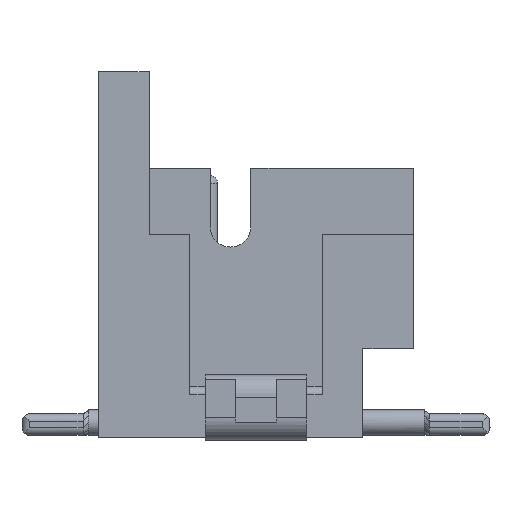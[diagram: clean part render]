
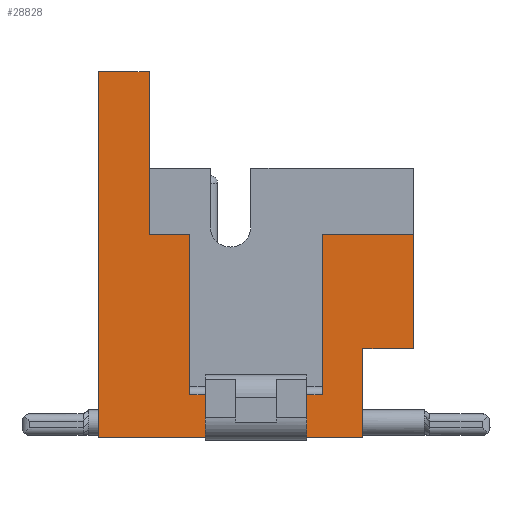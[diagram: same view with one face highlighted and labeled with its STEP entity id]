
A CAD part, left-side view. The second image highlights one B-rep face of the part: STEP entity #28828.
In plain terms, the highlighted planar face has unit normal (-1, 0, 0).
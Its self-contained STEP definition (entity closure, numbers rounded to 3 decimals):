
#67 = VECTOR ( 'NONE', #9974, 1000. ) ;
#781 = CARTESIAN_POINT ( 'NONE',  ( 24.359, -20.374, -5.3 ) ) ;
#957 = ORIENTED_EDGE ( 'NONE', *, *, #9717, .F. ) ;
#1151 = ORIENTED_EDGE ( 'NONE', *, *, #36043, .F. ) ;
#1486 = ORIENTED_EDGE ( 'NONE', *, *, #18715, .F. ) ;
#1671 = CARTESIAN_POINT ( 'NONE',  ( 24.359, -22.474, 0. ) ) ;
#1770 = VECTOR ( 'NONE', #32527, 1000. ) ;
#1795 = EDGE_CURVE ( 'NONE', #3298, #38170, #12465, .T. ) ;
#2747 = LINE ( 'NONE', #14902, #22367 ) ;
#2820 = CARTESIAN_POINT ( 'NONE',  ( 24.359, -24.774, -4.45 ) ) ;
#3134 = VERTEX_POINT ( 'NONE', #33276 ) ;
#3298 = VERTEX_POINT ( 'NONE', #32213 ) ;
#3390 = CARTESIAN_POINT ( 'NONE',  ( 24.359, -26.574, -3.55 ) ) ;
#3494 = VECTOR ( 'NONE', #21457, 1000. ) ;
#3940 = CARTESIAN_POINT ( 'NONE',  ( 24.359, -26.574, 0. ) ) ;
#3974 = CARTESIAN_POINT ( 'NONE',  ( 24.359, -22.474, -4.45 ) ) ;
#4343 = CARTESIAN_POINT ( 'NONE',  ( 24.359, -25.574, 0. ) ) ;
#4431 = DIRECTION ( 'NONE',  ( 0., 0., -1. ) ) ;
#4466 = VERTEX_POINT ( 'NONE', #25835 ) ;
#4767 = DIRECTION ( 'NONE',  ( 0., -1., 0. ) ) ;
#4899 = ORIENTED_EDGE ( 'NONE', *, *, #27782, .F. ) ;
#5485 = DIRECTION ( 'NONE',  ( 0., 0., 1. ) ) ;
#5701 = CARTESIAN_POINT ( 'NONE',  ( 24.359, -26.574, -1.3 ) ) ;
#5947 = AXIS2_PLACEMENT_3D ( 'NONE', #23622, #35765, #8511 ) ;
#5980 = ORIENTED_EDGE ( 'NONE', *, *, #28457, .F. ) ;
#6019 = ORIENTED_EDGE ( 'NONE', *, *, #31311, .F. ) ;
#6162 = VERTEX_POINT ( 'NONE', #28217 ) ;
#6300 = VECTOR ( 'NONE', #36746, 1000. ) ;
#7170 = ORIENTED_EDGE ( 'NONE', *, *, #28688, .F. ) ;
#7432 = VERTEX_POINT ( 'NONE', #36673 ) ;
#7787 = VERTEX_POINT ( 'NONE', #24489 ) ;
#8265 = LINE ( 'NONE', #20384, #1770 ) ;
#8511 = DIRECTION ( 'NONE',  ( 0., 0., 1. ) ) ;
#8649 = ORIENTED_EDGE ( 'NONE', *, *, #19690, .T. ) ;
#8970 = EDGE_CURVE ( 'NONE', #16977, #6162, #26318, .T. ) ;
#9023 = CARTESIAN_POINT ( 'NONE',  ( 24.359, -22.174, -1.3 ) ) ;
#9126 = ORIENTED_EDGE ( 'NONE', *, *, #13894, .F. ) ;
#9335 = CARTESIAN_POINT ( 'NONE',  ( 24.359, -25., 1.9 ) ) ;
#9600 = CARTESIAN_POINT ( 'NONE',  ( 24.359, -24.474, -5. ) ) ;
#9708 = VECTOR ( 'NONE', #4767, 1000. ) ;
#9717 = EDGE_CURVE ( 'NONE', #7432, #33337, #25134, .T. ) ;
#9967 = EDGE_CURVE ( 'NONE', #24745, #4466, #31637, .T. ) ;
#9974 = DIRECTION ( 'NONE',  ( 0., -1., 0. ) ) ;
#10411 = LINE ( 'NONE', #31718, #39012 ) ;
#10691 = DIRECTION ( 'NONE',  ( 0., -1., 0. ) ) ;
#11117 = CARTESIAN_POINT ( 'NONE',  ( 24.359, -24.774, 0. ) ) ;
#11174 = DIRECTION ( 'NONE',  ( 0., 0., 1. ) ) ;
#11236 = VECTOR ( 'NONE', #16095, 1000. ) ;
#12327 = ORIENTED_EDGE ( 'NONE', *, *, #13159, .F. ) ;
#12465 = LINE ( 'NONE', #24607, #6300 ) ;
#13159 = EDGE_CURVE ( 'NONE', #21483, #7787, #10411, .T. ) ;
#13823 = DIRECTION ( 'NONE',  ( 0., 0., -1. ) ) ;
#13894 = EDGE_CURVE ( 'NONE', #3134, #28877, #32957, .T. ) ;
#13972 = LINE ( 'NONE', #26133, #31055 ) ;
#14395 = ORIENTED_EDGE ( 'NONE', *, *, #1795, .F. ) ;
#14902 = CARTESIAN_POINT ( 'NONE',  ( 24.359, -22.174, 0. ) ) ;
#16095 = DIRECTION ( 'NONE',  ( 0., 0., -1. ) ) ;
#16098 = CARTESIAN_POINT ( 'NONE',  ( 24.359, -25.574, -3.55 ) ) ;
#16500 = DIRECTION ( 'NONE',  ( 0., 0., -1. ) ) ;
#16977 = VERTEX_POINT ( 'NONE', #781 ) ;
#17259 = FACE_OUTER_BOUND ( 'NONE', #38592, .T. ) ;
#17668 = VERTEX_POINT ( 'NONE', #37039 ) ;
#17825 = DIRECTION ( 'NONE',  ( 0., -1., 0. ) ) ;
#18537 = VECTOR ( 'NONE', #16500, 1000. ) ;
#18715 = EDGE_CURVE ( 'NONE', #28877, #34793, #31225, .T. ) ;
#19515 = EDGE_CURVE ( 'NONE', #4466, #16977, #8265, .T. ) ;
#19690 = EDGE_CURVE ( 'NONE', #24745, #34793, #13972, .T. ) ;
#19896 = LINE ( 'NONE', #32051, #9708 ) ;
#20384 = CARTESIAN_POINT ( 'NONE',  ( 24.359, -23.822, -5.3 ) ) ;
#20584 = LINE ( 'NONE', #32739, #24421 ) ;
#21245 = ORIENTED_EDGE ( 'NONE', *, *, #22667, .F. ) ;
#21457 = DIRECTION ( 'NONE',  ( 0., -1., 0. ) ) ;
#21483 = VERTEX_POINT ( 'NONE', #24079 ) ;
#21864 = VERTEX_POINT ( 'NONE', #9023 ) ;
#22367 = VECTOR ( 'NONE', #27059, 1000. ) ;
#22667 = EDGE_CURVE ( 'NONE', #32193, #7432, #20584, .T. ) ;
#23277 = DIRECTION ( 'NONE',  ( 0., 0., 1. ) ) ;
#23622 = CARTESIAN_POINT ( 'NONE',  ( 24.359, -26.574, 0. ) ) ;
#24079 = CARTESIAN_POINT ( 'NONE',  ( 24.359, -21.374, 1.9 ) ) ;
#24421 = VECTOR ( 'NONE', #5485, 1000. ) ;
#24489 = CARTESIAN_POINT ( 'NONE',  ( 24.359, -21.374, -1.3 ) ) ;
#24607 = CARTESIAN_POINT ( 'NONE',  ( 24.359, -26.574, -4.45 ) ) ;
#24745 = VERTEX_POINT ( 'NONE', #16098 ) ;
#25029 = VECTOR ( 'NONE', #11174, 1000. ) ;
#25134 = LINE ( 'NONE', #37275, #67 ) ;
#25521 = ORIENTED_EDGE ( 'NONE', *, *, #9967, .F. ) ;
#25732 = VECTOR ( 'NONE', #23277, 1000. ) ;
#25835 = CARTESIAN_POINT ( 'NONE',  ( 24.359, -25.574, -5.3 ) ) ;
#25852 = LINE ( 'NONE', #37970, #26931 ) ;
#26133 = CARTESIAN_POINT ( 'NONE',  ( 24.359, -25.938, -3.55 ) ) ;
#26318 = LINE ( 'NONE', #38449, #25029 ) ;
#26931 = VECTOR ( 'NONE', #10691, 1000. ) ;
#27059 = DIRECTION ( 'NONE',  ( 0., 0., -1. ) ) ;
#27318 = ORIENTED_EDGE ( 'NONE', *, *, #8970, .F. ) ;
#27782 = EDGE_CURVE ( 'NONE', #21864, #3298, #2747, .T. ) ;
#28217 = CARTESIAN_POINT ( 'NONE',  ( 24.359, -20.374, 1.9 ) ) ;
#28457 = EDGE_CURVE ( 'NONE', #17668, #32193, #19896, .T. ) ;
#28688 = EDGE_CURVE ( 'NONE', #7787, #21864, #25852, .T. ) ;
#28828 = ADVANCED_FACE ( 'NONE', ( #17259 ), #29409, .F. ) ;
#28877 = VERTEX_POINT ( 'NONE', #36354 ) ;
#28963 = LINE ( 'NONE', #1671, #36406 ) ;
#29409 = PLANE ( 'NONE',  #5947 ) ;
#29698 = EDGE_CURVE ( 'NONE', #6162, #21483, #36602, .T. ) ;
#30060 = ORIENTED_EDGE ( 'NONE', *, *, #19515, .F. ) ;
#30598 = VECTOR ( 'NONE', #17825, 1000. ) ;
#31055 = VECTOR ( 'NONE', #38255, 1000. ) ;
#31225 = LINE ( 'NONE', #3940, #11236 ) ;
#31311 = EDGE_CURVE ( 'NONE', #38170, #17668, #28963, .T. ) ;
#31637 = LINE ( 'NONE', #4343, #18537 ) ;
#31718 = CARTESIAN_POINT ( 'NONE',  ( 24.359, -21.374, 0. ) ) ;
#32051 = CARTESIAN_POINT ( 'NONE',  ( 24.359, -26.574, -5. ) ) ;
#32193 = VERTEX_POINT ( 'NONE', #9600 ) ;
#32213 = CARTESIAN_POINT ( 'NONE',  ( 24.359, -22.174, -4.45 ) ) ;
#32527 = DIRECTION ( 'NONE',  ( 0., 1., 0. ) ) ;
#32636 = ORIENTED_EDGE ( 'NONE', *, *, #29698, .F. ) ;
#32739 = CARTESIAN_POINT ( 'NONE',  ( 24.359, -24.474, 0. ) ) ;
#32957 = LINE ( 'NONE', #5701, #30598 ) ;
#33276 = CARTESIAN_POINT ( 'NONE',  ( 24.359, -24.774, -1.3 ) ) ;
#33337 = VERTEX_POINT ( 'NONE', #2820 ) ;
#34793 = VERTEX_POINT ( 'NONE', #3390 ) ;
#35765 = DIRECTION ( 'NONE',  ( 1., 0., 0. ) ) ;
#36043 = EDGE_CURVE ( 'NONE', #33337, #3134, #38393, .T. ) ;
#36354 = CARTESIAN_POINT ( 'NONE',  ( 24.359, -26.574, -1.3 ) ) ;
#36406 = VECTOR ( 'NONE', #13823, 1000. ) ;
#36602 = LINE ( 'NONE', #9335, #3494 ) ;
#36673 = CARTESIAN_POINT ( 'NONE',  ( 24.359, -24.474, -4.45 ) ) ;
#36746 = DIRECTION ( 'NONE',  ( 0., -1., 0. ) ) ;
#37039 = CARTESIAN_POINT ( 'NONE',  ( 24.359, -22.474, -5. ) ) ;
#37275 = CARTESIAN_POINT ( 'NONE',  ( 24.359, -26.574, -4.45 ) ) ;
#37970 = CARTESIAN_POINT ( 'NONE',  ( 24.359, -26.574, -1.3 ) ) ;
#38170 = VERTEX_POINT ( 'NONE', #3974 ) ;
#38255 = DIRECTION ( 'NONE',  ( 0., -1., 0. ) ) ;
#38393 = LINE ( 'NONE', #11117, #25732 ) ;
#38449 = CARTESIAN_POINT ( 'NONE',  ( 24.359, -20.374, -3.162 ) ) ;
#38592 = EDGE_LOOP ( 'NONE', ( #30060, #25521, #8649, #1486, #9126, #1151, #957, #21245, #5980, #6019, #14395, #4899, #7170, #12327, #32636, #27318 ) ) ;
#39012 = VECTOR ( 'NONE', #4431, 1000. ) ;
